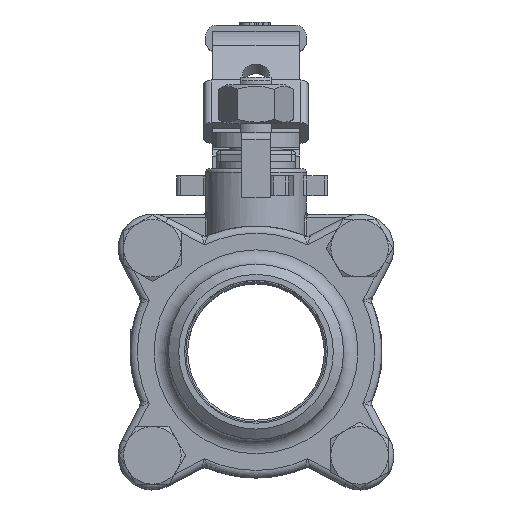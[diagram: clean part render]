
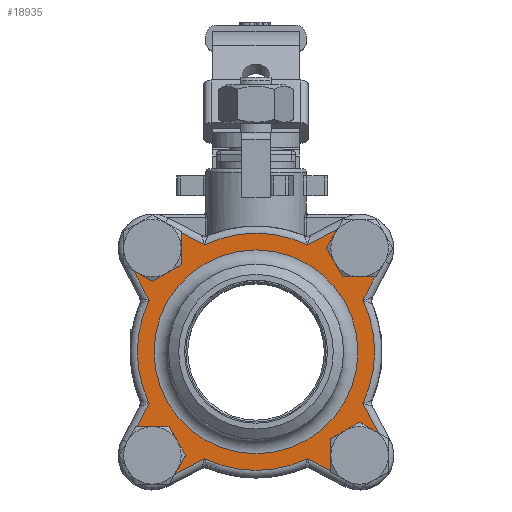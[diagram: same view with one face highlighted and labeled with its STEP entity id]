
A CAD part, top view. The second image highlights one B-rep face of the part: STEP entity #18935.
In plain terms, the highlighted planar face has unit normal (0, 0, 1).
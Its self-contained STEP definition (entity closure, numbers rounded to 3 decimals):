
#401=CIRCLE('',#19979,28.35);
#402=CIRCLE('',#19981,7.5);
#403=CIRCLE('',#19982,33.);
#404=CIRCLE('',#19983,7.5);
#405=CIRCLE('',#19984,33.);
#406=CIRCLE('',#19985,7.5);
#407=CIRCLE('',#19986,33.);
#408=CIRCLE('',#19987,7.5);
#409=CIRCLE('',#19988,33.);
#410=CIRCLE('',#19989,5.25);
#411=CIRCLE('',#19990,5.25);
#412=CIRCLE('',#19991,5.25);
#413=CIRCLE('',#19992,5.25);
#1043=FACE_BOUND('',#3620,.T.);
#1044=FACE_BOUND('',#3621,.T.);
#1045=FACE_BOUND('',#3622,.T.);
#1046=FACE_BOUND('',#3623,.T.);
#1047=FACE_BOUND('',#3624,.T.);
#2503=FACE_OUTER_BOUND('',#3619,.T.);
#3619=EDGE_LOOP('',(#14020,#14021,#14022,#14023,#14024,#14025,#14026,#14027,
#14028,#14029,#14030,#14031,#14032,#14033,#14034,#14035));
#3620=EDGE_LOOP('',(#14036));
#3621=EDGE_LOOP('',(#14037));
#3622=EDGE_LOOP('',(#14038));
#3623=EDGE_LOOP('',(#14039));
#3624=EDGE_LOOP('',(#14040));
#4999=LINE('',#31053,#6396);
#5000=LINE('',#31057,#6397);
#5001=LINE('',#31061,#6398);
#5002=LINE('',#31065,#6399);
#5003=LINE('',#31069,#6400);
#5004=LINE('',#31073,#6401);
#5005=LINE('',#31077,#6402);
#5006=LINE('',#31081,#6403);
#6396=VECTOR('',#22443,10.);
#6397=VECTOR('',#22446,10.);
#6398=VECTOR('',#22449,10.);
#6399=VECTOR('',#22452,10.);
#6400=VECTOR('',#22455,10.);
#6401=VECTOR('',#22458,10.);
#6402=VECTOR('',#22461,10.);
#6403=VECTOR('',#22464,10.);
#7898=VERTEX_POINT('',#31047);
#7899=VERTEX_POINT('',#31051);
#7900=VERTEX_POINT('',#31052);
#7901=VERTEX_POINT('',#31054);
#7902=VERTEX_POINT('',#31056);
#7903=VERTEX_POINT('',#31058);
#7904=VERTEX_POINT('',#31060);
#7905=VERTEX_POINT('',#31062);
#7906=VERTEX_POINT('',#31064);
#7907=VERTEX_POINT('',#31066);
#7908=VERTEX_POINT('',#31068);
#7909=VERTEX_POINT('',#31070);
#7910=VERTEX_POINT('',#31072);
#7911=VERTEX_POINT('',#31074);
#7912=VERTEX_POINT('',#31076);
#7913=VERTEX_POINT('',#31078);
#7914=VERTEX_POINT('',#31080);
#7915=VERTEX_POINT('',#31083);
#7916=VERTEX_POINT('',#31085);
#7917=VERTEX_POINT('',#31087);
#7918=VERTEX_POINT('',#31089);
#10061=EDGE_CURVE('',#7898,#7898,#401,.T.);
#10062=EDGE_CURVE('',#7899,#7900,#4999,.T.);
#10063=EDGE_CURVE('',#7901,#7899,#402,.T.);
#10064=EDGE_CURVE('',#7902,#7901,#5000,.T.);
#10065=EDGE_CURVE('',#7903,#7902,#403,.T.);
#10066=EDGE_CURVE('',#7904,#7903,#5001,.T.);
#10067=EDGE_CURVE('',#7905,#7904,#404,.T.);
#10068=EDGE_CURVE('',#7906,#7905,#5002,.T.);
#10069=EDGE_CURVE('',#7907,#7906,#405,.T.);
#10070=EDGE_CURVE('',#7908,#7907,#5003,.T.);
#10071=EDGE_CURVE('',#7909,#7908,#406,.T.);
#10072=EDGE_CURVE('',#7910,#7909,#5004,.T.);
#10073=EDGE_CURVE('',#7911,#7910,#407,.T.);
#10074=EDGE_CURVE('',#7912,#7911,#5005,.T.);
#10075=EDGE_CURVE('',#7913,#7912,#408,.T.);
#10076=EDGE_CURVE('',#7914,#7913,#5006,.T.);
#10077=EDGE_CURVE('',#7900,#7914,#409,.T.);
#10078=EDGE_CURVE('',#7915,#7915,#410,.T.);
#10079=EDGE_CURVE('',#7916,#7916,#411,.T.);
#10080=EDGE_CURVE('',#7917,#7917,#412,.T.);
#10081=EDGE_CURVE('',#7918,#7918,#413,.T.);
#14020=ORIENTED_EDGE('',*,*,#10062,.F.);
#14021=ORIENTED_EDGE('',*,*,#10063,.F.);
#14022=ORIENTED_EDGE('',*,*,#10064,.F.);
#14023=ORIENTED_EDGE('',*,*,#10065,.F.);
#14024=ORIENTED_EDGE('',*,*,#10066,.F.);
#14025=ORIENTED_EDGE('',*,*,#10067,.F.);
#14026=ORIENTED_EDGE('',*,*,#10068,.F.);
#14027=ORIENTED_EDGE('',*,*,#10069,.F.);
#14028=ORIENTED_EDGE('',*,*,#10070,.F.);
#14029=ORIENTED_EDGE('',*,*,#10071,.F.);
#14030=ORIENTED_EDGE('',*,*,#10072,.F.);
#14031=ORIENTED_EDGE('',*,*,#10073,.F.);
#14032=ORIENTED_EDGE('',*,*,#10074,.F.);
#14033=ORIENTED_EDGE('',*,*,#10075,.F.);
#14034=ORIENTED_EDGE('',*,*,#10076,.F.);
#14035=ORIENTED_EDGE('',*,*,#10077,.F.);
#14036=ORIENTED_EDGE('',*,*,#10078,.T.);
#14037=ORIENTED_EDGE('',*,*,#10079,.T.);
#14038=ORIENTED_EDGE('',*,*,#10080,.T.);
#14039=ORIENTED_EDGE('',*,*,#10081,.T.);
#14040=ORIENTED_EDGE('',*,*,#10061,.F.);
#17115=PLANE('',#19980);
#18935=ADVANCED_FACE('',(#2503,#1043,#1044,#1045,#1046,#1047),#17115,.T.);
#19979=AXIS2_PLACEMENT_3D('',#31049,#22439,#22440);
#19980=AXIS2_PLACEMENT_3D('',#31050,#22441,#22442);
#19981=AXIS2_PLACEMENT_3D('',#31055,#22444,#22445);
#19982=AXIS2_PLACEMENT_3D('',#31059,#22447,#22448);
#19983=AXIS2_PLACEMENT_3D('',#31063,#22450,#22451);
#19984=AXIS2_PLACEMENT_3D('',#31067,#22453,#22454);
#19985=AXIS2_PLACEMENT_3D('',#31071,#22456,#22457);
#19986=AXIS2_PLACEMENT_3D('',#31075,#22459,#22460);
#19987=AXIS2_PLACEMENT_3D('',#31079,#22462,#22463);
#19988=AXIS2_PLACEMENT_3D('',#31082,#22465,#22466);
#19989=AXIS2_PLACEMENT_3D('',#31084,#22467,#22468);
#19990=AXIS2_PLACEMENT_3D('',#31086,#22469,#22470);
#19991=AXIS2_PLACEMENT_3D('',#31088,#22471,#22472);
#19992=AXIS2_PLACEMENT_3D('',#31090,#22473,#22474);
#22439=DIRECTION('center_axis',(0.,0.,1.));
#22440=DIRECTION('ref_axis',(1.,0.,0.));
#22441=DIRECTION('center_axis',(0.,0.,1.));
#22442=DIRECTION('ref_axis',(-1.,0.,0.));
#22443=DIRECTION('',(-0.887,0.462,0.));
#22444=DIRECTION('center_axis',(0.,0.,-1.));
#22445=DIRECTION('ref_axis',(0.707,-0.707,0.));
#22446=DIRECTION('',(0.462,-0.887,0.));
#22447=DIRECTION('center_axis',(0.,0.,-1.));
#22448=DIRECTION('ref_axis',(1.,0.,0.));
#22449=DIRECTION('',(-0.462,-0.887,0.));
#22450=DIRECTION('center_axis',(0.,0.,-1.));
#22451=DIRECTION('ref_axis',(0.707,0.707,0.));
#22452=DIRECTION('',(0.887,0.462,0.));
#22453=DIRECTION('center_axis',(0.,0.,-1.));
#22454=DIRECTION('ref_axis',(0.,1.,0.));
#22455=DIRECTION('',(0.887,-0.462,0.));
#22456=DIRECTION('center_axis',(0.,0.,-1.));
#22457=DIRECTION('ref_axis',(-0.707,0.707,0.));
#22458=DIRECTION('',(-0.462,0.887,0.));
#22459=DIRECTION('center_axis',(0.,0.,-1.));
#22460=DIRECTION('ref_axis',(-1.,0.,0.));
#22461=DIRECTION('',(0.462,0.887,0.));
#22462=DIRECTION('center_axis',(0.,0.,-1.));
#22463=DIRECTION('ref_axis',(-0.707,-0.707,0.));
#22464=DIRECTION('',(-0.887,-0.462,0.));
#22465=DIRECTION('center_axis',(0.,0.,-1.));
#22466=DIRECTION('ref_axis',(0.,-1.,0.));
#22467=DIRECTION('center_axis',(0.,0.,-1.));
#22468=DIRECTION('ref_axis',(1.,0.,0.));
#22469=DIRECTION('center_axis',(0.,0.,-1.));
#22470=DIRECTION('ref_axis',(1.,0.,0.));
#22471=DIRECTION('center_axis',(0.,0.,-1.));
#22472=DIRECTION('ref_axis',(1.,0.,0.));
#22473=DIRECTION('center_axis',(0.,0.,-1.));
#22474=DIRECTION('ref_axis',(1.,0.,0.));
#31047=CARTESIAN_POINT('',(-28.35,0.,36.));
#31049=CARTESIAN_POINT('Origin',(0.,0.,36.));
#31050=CARTESIAN_POINT('Origin',(0.,0.,
36.));
#31051=CARTESIAN_POINT('',(25.35,-35.467,36.));
#31052=CARTESIAN_POINT('',(14.329,-29.727,36.));
#31053=CARTESIAN_POINT('',(3.04,-23.848,36.));
#31054=CARTESIAN_POINT('',(35.467,-25.35,36.));
#31055=CARTESIAN_POINT('Origin',(28.815,-28.815,36.));
#31056=CARTESIAN_POINT('',(29.727,-14.329,36.));
#31057=CARTESIAN_POINT('',(26.491,-8.115,36.));
#31058=CARTESIAN_POINT('',(29.727,14.329,36.));
#31059=CARTESIAN_POINT('Origin',(0.,0.,36.));
#31060=CARTESIAN_POINT('',(35.467,25.35,36.));
#31061=CARTESIAN_POINT('',(23.848,3.04,36.));
#31062=CARTESIAN_POINT('',(25.35,35.467,36.));
#31063=CARTESIAN_POINT('Origin',(28.815,28.815,36.));
#31064=CARTESIAN_POINT('',(14.329,29.727,36.));
#31065=CARTESIAN_POINT('',(8.115,26.491,36.));
#31066=CARTESIAN_POINT('',(-14.329,29.727,36.));
#31067=CARTESIAN_POINT('Origin',(0.,0.,36.));
#31068=CARTESIAN_POINT('',(-25.35,35.467,36.));
#31069=CARTESIAN_POINT('',(-3.04,23.848,36.));
#31070=CARTESIAN_POINT('',(-35.467,25.35,36.));
#31071=CARTESIAN_POINT('Origin',(-28.815,28.815,36.));
#31072=CARTESIAN_POINT('',(-29.727,14.329,36.));
#31073=CARTESIAN_POINT('',(-26.491,8.115,36.));
#31074=CARTESIAN_POINT('',(-29.727,-14.329,36.));
#31075=CARTESIAN_POINT('Origin',(0.,0.,36.));
#31076=CARTESIAN_POINT('',(-35.467,-25.35,36.));
#31077=CARTESIAN_POINT('',(-23.848,-3.04,36.));
#31078=CARTESIAN_POINT('',(-25.35,-35.467,36.));
#31079=CARTESIAN_POINT('Origin',(-28.815,-28.815,36.));
#31080=CARTESIAN_POINT('',(-14.329,-29.727,36.));
#31081=CARTESIAN_POINT('',(-8.115,-26.491,36.));
#31082=CARTESIAN_POINT('Origin',(0.,0.,36.));
#31083=CARTESIAN_POINT('',(-34.065,-28.815,36.));
#31084=CARTESIAN_POINT('Origin',(-28.815,-28.815,36.));
#31085=CARTESIAN_POINT('',(23.565,-28.815,36.));
#31086=CARTESIAN_POINT('Origin',(28.815,-28.815,36.));
#31087=CARTESIAN_POINT('',(23.565,28.815,36.));
#31088=CARTESIAN_POINT('Origin',(28.815,28.815,36.));
#31089=CARTESIAN_POINT('',(-34.065,28.815,36.));
#31090=CARTESIAN_POINT('Origin',(-28.815,28.815,36.));
